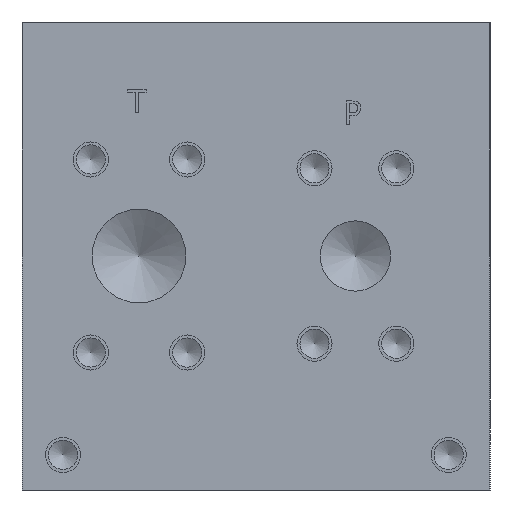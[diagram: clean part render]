
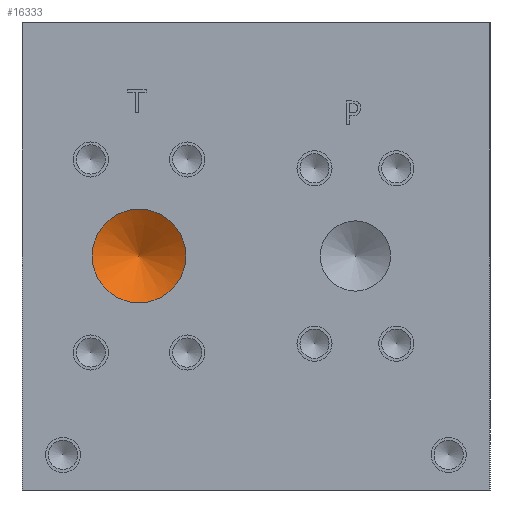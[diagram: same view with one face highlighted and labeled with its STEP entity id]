
A CAD part, left-side view. The second image highlights one B-rep face of the part: STEP entity #16333.
In plain terms, the highlighted conical face has half-angle 60 degrees and reference radius 6.35 mm.
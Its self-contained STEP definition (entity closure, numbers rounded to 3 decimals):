
#23=CONICAL_SURFACE('',#17193,6.35,1.047);
#586=CIRCLE('',#17194,12.7);
#587=CIRCLE('',#17195,12.7);
#2097=FACE_OUTER_BOUND('',#3072,.T.);
#3072=EDGE_LOOP('',(#13443,#13444,#13445,#13446));
#4620=LINE('',#27439,#6028);
#6028=VECTOR('',#20190,6.35);
#7421=VERTEX_POINT('',#27435);
#7422=VERTEX_POINT('',#27436);
#7423=VERTEX_POINT('',#27438);
#9578=EDGE_CURVE('',#7421,#7422,#586,.T.);
#9579=EDGE_CURVE('',#7422,#7423,#4620,.T.);
#9580=EDGE_CURVE('',#7422,#7421,#587,.T.);
#13443=ORIENTED_EDGE('',*,*,#9578,.T.);
#13444=ORIENTED_EDGE('',*,*,#9579,.T.);
#13445=ORIENTED_EDGE('',*,*,#9579,.F.);
#13446=ORIENTED_EDGE('',*,*,#9580,.T.);
#16333=ADVANCED_FACE('',(#2097),#23,.F.);
#17193=AXIS2_PLACEMENT_3D('',#27434,#20186,#20187);
#17194=AXIS2_PLACEMENT_3D('',#27437,#20188,#20189);
#17195=AXIS2_PLACEMENT_3D('',#27440,#20191,#20192);
#20186=DIRECTION('center_axis',(-1.,0.,0.));
#20187=DIRECTION('ref_axis',(0.,1.,0.));
#20188=DIRECTION('center_axis',(-1.,0.,0.));
#20189=DIRECTION('ref_axis',(0.,1.,0.));
#20190=DIRECTION('',(0.5,0.866,0.));
#20191=DIRECTION('center_axis',(-1.,0.,0.));
#20192=DIRECTION('ref_axis',(0.,1.,0.));
#27434=CARTESIAN_POINT('Origin',(10.999,95.25,63.5));
#27435=CARTESIAN_POINT('',(7.332,107.95,63.5));
#27436=CARTESIAN_POINT('',(7.332,82.55,63.5));
#27437=CARTESIAN_POINT('Origin',(7.332,95.25,63.5));
#27438=CARTESIAN_POINT('',(14.665,95.25,63.5));
#27439=CARTESIAN_POINT('',(10.999,88.9,63.5));
#27440=CARTESIAN_POINT('Origin',(7.332,95.25,63.5));
